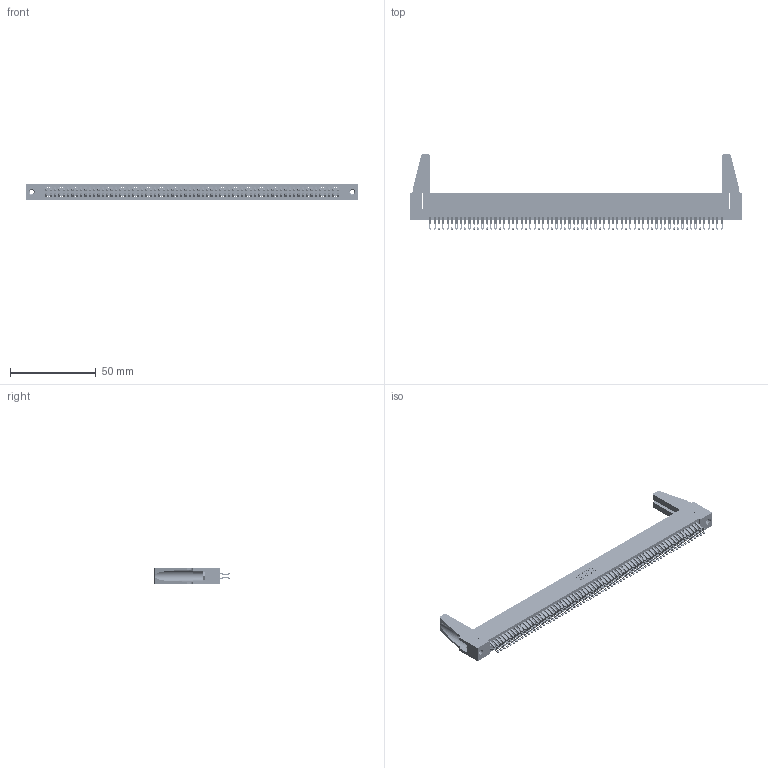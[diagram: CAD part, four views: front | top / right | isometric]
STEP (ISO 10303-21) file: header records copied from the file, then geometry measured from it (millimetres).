
FILE_DESCRIPTION (( 'STEP AP203' ), '1' );
FILE_NAME ('345-136-555-288.STEP', '2019-11-08T10:06:02', ( '' ), ( '' ), 'SwSTEP 2.0', 'SolidWorks 2016', '' );
FILE_SCHEMA (( 'CONFIG_CONTROL_DESIGN' ));
Length unit declared in the file: inch
Products named in the file (5): 345-250-001_345-250-001-102; 345-292-001_555 Tail; 345 Part_Flush Mounting Lugs - 0.156 Dia-TH; 345-220-078_345-220-088; 345-136-555-288
Assembly tree (141 placements, depth 2):
  345-136-555-288
    345 Part_Flush Mounting Lugs - 0.156 Dia-TH
    345-292-001_555 Tail  x136
    345-250-001_345-250-001-102  x2
    345-220-078_345-220-088  x2
Bounding box: 193.95 x 43.99 x 9.4 mm (x, y, z)
Volume: 22729.2 mm3; surface area: 33787.6 mm2
Topology: 141 solids, 141 shells, 7866 faces, 24727 edges, 16474 vertices
Faces by surface type: plane 4368, cylinder 3482, cone 12, torus 4
Entity records: 52328 total; most frequent: CARTESIAN_POINT 8776, ORIENTED_EDGE 8640, DIRECTION 7680, EDGE_CURVE 4320, LINE 3854, VECTOR 3854, VERTEX_POINT 2874, AXIS2_PLACEMENT_3D 1913
